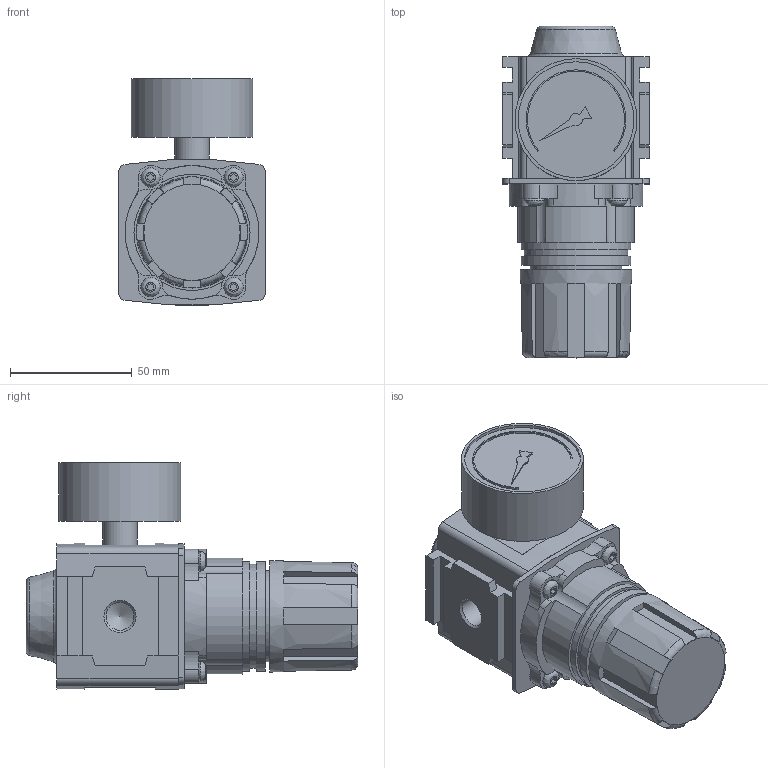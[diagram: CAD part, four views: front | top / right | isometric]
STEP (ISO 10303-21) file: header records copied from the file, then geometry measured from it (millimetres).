
FILE_DESCRIPTION( ( 'STEP AP214' ), ' ' );
FILE_NAME( 'P32RB12BNGP.stp', '2017-09-21T08:50:09', ( '' ), ( '' ), ' ', 'PARTsolutions', ' ' );
FILE_SCHEMA( ( 'AUTOMOTIVE_DESIGN { 1 0 10303 214 1 1 1 1 }' ) );
Length unit declared in the file: inch
Products named in the file (4): P32RB12BNGP; _P32RB12BNGP_body; _P32RB1G_gauge; _P32RB12BNVP_reg
Assembly tree (3 placements, depth 2):
  P32RB12BNGP
    _P32RB12BNGP_body
    _P32RB1G_gauge
    _P32RB12BNVP_reg
Bounding box: 60 x 136.08 x 92.91 mm (x, y, z)
Volume: 336271.5 mm3; surface area: 52376.6 mm2
Topology: 3 solids, 7 shells, 260 faces, 652 edges, 434 vertices
Faces by surface type: plane 163, cylinder 72, cone 14, torus 7, bspline 4
Full cylindrical faces by diameter (mm): 4 x8, 5.5 x4, 11.445 x3, 13.157 x2, 14 x1, 37.4 x1, 42.6 x1, 45 x2, 47.46 x1, 50 x1
Entity records: 9955 total; most frequent: CARTESIAN_POINT 1758, DIRECTION 1269, ORIENTED_EDGE 1164, EDGE_CURVE 582, AXIS2_PLACEMENT_3D 467, VERTEX_POINT 420, EDGE_LOOP 345, LINE 335
